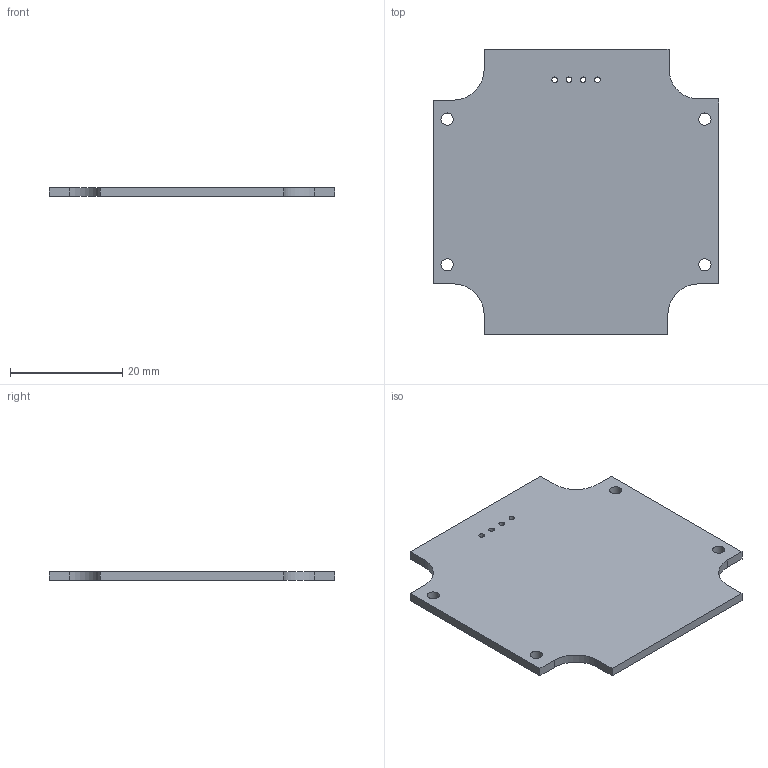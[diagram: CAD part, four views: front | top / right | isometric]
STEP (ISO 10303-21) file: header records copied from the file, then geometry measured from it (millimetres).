
FILE_DESCRIPTION(('KiCad electronic assembly'),'2;1');
FILE_NAME('compatible-chan-v0.step','2024-07-28T22:46:51',('Pcbnew'),( 'Kicad'),'Open CASCADE STEP processor 7.7','KiCad to STEP converter' ,'Unknown');
FILE_SCHEMA(('AUTOMOTIVE_DESIGN { 1 0 10303 214 1 1 1 1 }'));
Length unit declared in the file: millimetre
Products named in the file (2): compatible-chan-v0 1; compatible-chan-v0_PCB
Assembly tree (1 placements, depth 2):
  compatible-chan-v0 1
    compatible-chan-v0_PCB
Bounding box: 51 x 51 x 1.6 mm (x, y, z)
Volume: 3648.8 mm3; surface area: 4936.8 mm2
Topology: 1 solids, 1 shells, 26 faces, 72 edges, 48 vertices
Faces by surface type: plane 14, cylinder 12
Full cylindrical faces by diameter (mm): 1 x4, 2.2 x4
Entity records: 909 total; most frequent: DIRECTION 152, CARTESIAN_POINT 148, ORIENTED_EDGE 144, EDGE_CURVE 72, AXIS2_PLACEMENT_3D 52, VERTEX_POINT 48, LINE 48, VECTOR 48
